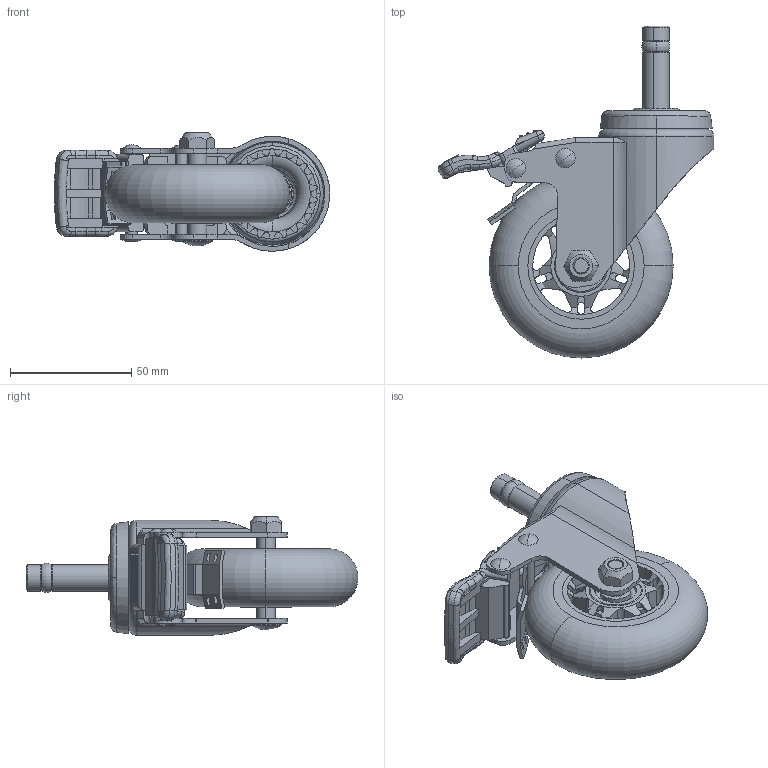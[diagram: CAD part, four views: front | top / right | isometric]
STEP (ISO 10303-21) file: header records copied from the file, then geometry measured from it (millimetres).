
FILE_DESCRIPTION (( 'STEP AP214' ), '1' );
FILE_NAME ('ACSU-76SGRB.STEP', '2017-03-07T02:58:39', ( '' ), ( '' ), 'SwSTEP 2.0', 'SolidWorks 2016', '' );
FILE_SCHEMA (( 'AUTOMOTIVE_DESIGN' ));
Length unit declared in the file: millimetre
Products named in the file (20): BOTTOM RING; PIN; BODY; FRAME_WASHER; FRAME_RING(B); FRAME_TOP RING; ACSU-76 SGR SHAFT; ACSU-76 SGR RING; ACSU-76SGRB; ACSU-76 WHEEL Sub Assy; KS B 2023 S60 - 608-S-C_KS B 2023 S60 - 608-S-C; 102SF_ACSU-76RF PIN NUT; 102SF_ACSU-76RF WHEEL PIN; 102SF_ACSU-76RF WHEEL ASSY; 102SF_R_ACSU-76 URETHANE WHEEL; 102SF_R_ACSU-76 WHEEL CORE; BRAKE PLATE-03; BRAKE PLATE-02; BRAKE; BRAKE PLATE-01
Assembly tree (21 placements, depth 4):
  ACSU-76SGRB
    FRAME_TOP RING
    FRAME_RING(B)
    FRAME_WASHER
    BODY
    PIN  x2
    BOTTOM RING
    BRAKE PLATE-01
    BRAKE
    BRAKE PLATE-02
    BRAKE PLATE-03
    ACSU-76 WHEEL Sub Assy
      102SF_ACSU-76RF WHEEL ASSY
        102SF_R_ACSU-76 WHEEL CORE
        102SF_R_ACSU-76 URETHANE WHEEL
      102SF_ACSU-76RF WHEEL PIN
      102SF_ACSU-76RF PIN NUT
      KS B 2023 S60 - 608-S-C_KS B 2023 S60 - 608-S-C  x2
    ACSU-76 SGR RING
    ACSU-76 SGR SHAFT
Bounding box: 113.75 x 137.11 x 48.99 mm (x, y, z)
Volume: 136093.9 mm3; surface area: 79623.5 mm2
Topology: 19 solids, 19 shells, 1063 faces, 2902 edges, 1857 vertices
Faces by surface type: cylinder 432, plane 393, bspline 81, cone 75, torus 68, sphere 14
Entity records: 38713 total; most frequent: CARTESIAN_POINT 12347, ORIENTED_EDGE 5600, DIRECTION 5187, EDGE_CURVE 2800, AXIS2_PLACEMENT_3D 1965, VERTEX_POINT 1803, VECTOR 1257, LINE 1257
